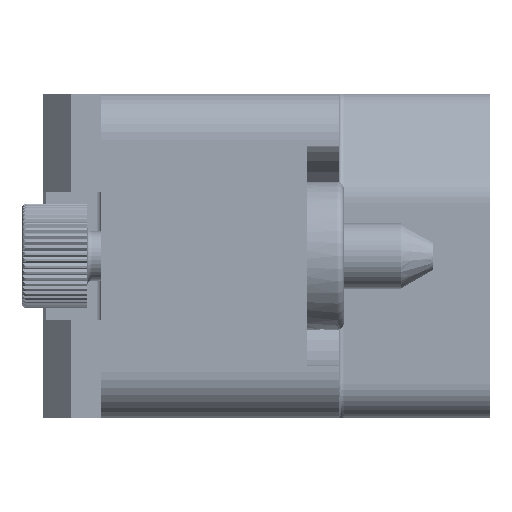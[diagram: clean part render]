
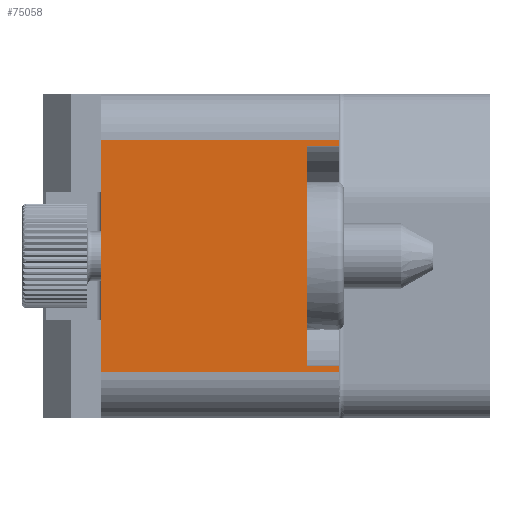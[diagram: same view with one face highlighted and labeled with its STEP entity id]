
A CAD part, left-side view. The second image highlights one B-rep face of the part: STEP entity #75058.
In plain terms, the highlighted planar face has unit normal (-1, 0, 0).
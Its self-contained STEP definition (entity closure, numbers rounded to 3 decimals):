
#5757=DIRECTION('',(0.,0.,-1.));
#5758=VECTOR('',#5757,10.);
#5759=CARTESIAN_POINT('',(-40.,10.25,5.));
#5760=LINE('',#5759,#5758);
#5860=DIRECTION('',(0.,-1.,0.));
#5861=VECTOR('',#5860,10.25);
#5862=CARTESIAN_POINT('',(-40.,10.25,5.));
#5863=LINE('',#5862,#5861);
#6042=DIRECTION('',(0.,1.,0.));
#6043=VECTOR('',#6042,10.25);
#6044=CARTESIAN_POINT('',(-40.,0.,-5.));
#6045=LINE('',#6044,#6043);
#6051=DIRECTION('',(0.,0.,1.));
#6052=VECTOR('',#6051,9.5);
#6053=CARTESIAN_POINT('',(-40.,1.4,-4.75));
#6054=LINE('',#6053,#6052);
#6055=DIRECTION('',(0.,1.,0.));
#6056=VECTOR('',#6055,1.4);
#6057=CARTESIAN_POINT('',(-40.,0.,-4.75));
#6058=LINE('',#6057,#6056);
#6059=DIRECTION('',(0.,0.,-1.));
#6060=VECTOR('',#6059,0.25);
#6061=CARTESIAN_POINT('',(-40.,0.,-4.75));
#6062=LINE('',#6061,#6060);
#6063=DIRECTION('',(0.,0.,-1.));
#6064=VECTOR('',#6063,0.25);
#6065=CARTESIAN_POINT('',(-40.,0.,5.));
#6066=LINE('',#6065,#6064);
#6067=DIRECTION('',(0.,1.,0.));
#6068=VECTOR('',#6067,1.4);
#6069=CARTESIAN_POINT('',(-40.,0.,4.75));
#6070=LINE('',#6069,#6068);
#59340=CARTESIAN_POINT('',(-40.,0.,5.));
#59341=VERTEX_POINT('',#59340);
#59342=CARTESIAN_POINT('',(-40.,10.25,5.));
#59343=VERTEX_POINT('',#59342);
#59348=CARTESIAN_POINT('',(-40.,10.25,-5.));
#59349=VERTEX_POINT('',#59348);
#59350=CARTESIAN_POINT('',(-40.,0.,-5.));
#59351=VERTEX_POINT('',#59350);
#59368=CARTESIAN_POINT('',(-40.,0.,-4.75));
#59370=VERTEX_POINT('',#59368);
#59374=CARTESIAN_POINT('',(-40.,0.,4.75));
#59375=VERTEX_POINT('',#59374);
#59376=CARTESIAN_POINT('',(-40.,1.4,-4.75));
#59377=CARTESIAN_POINT('',(-40.,1.4,4.75));
#59378=VERTEX_POINT('',#59376);
#59379=VERTEX_POINT('',#59377);
#75040=CARTESIAN_POINT('',(-40.,0.,7.));
#75041=DIRECTION('',(-1.,0.,0.));
#75042=DIRECTION('',(0.,1.,0.));
#75043=AXIS2_PLACEMENT_3D('',#75040,#75041,#75042);
#75044=PLANE('',#75043);
#75046=ORIENTED_EDGE('',*,*,#75045,.F.);
#75048=ORIENTED_EDGE('',*,*,#75047,.F.);
#75049=ORIENTED_EDGE('',*,*,#74871,.T.);
#75050=ORIENTED_EDGE('',*,*,#75034,.T.);
#75051=ORIENTED_EDGE('',*,*,#74773,.F.);
#75052=ORIENTED_EDGE('',*,*,#74855,.T.);
#75053=ORIENTED_EDGE('',*,*,#74879,.T.);
#75055=ORIENTED_EDGE('',*,*,#75054,.T.);
#75056=EDGE_LOOP('',(#75046,#75048,#75049,#75050,#75051,#75052,#75053,#75055));
#75057=FACE_OUTER_BOUND('',#75056,.F.);
#75058=ADVANCED_FACE('',(#75057),#75044,.T.);
#74773=EDGE_CURVE('',#59343,#59349,#5760,.T.);
#74855=EDGE_CURVE('',#59343,#59341,#5863,.T.);
#74871=EDGE_CURVE('',#59370,#59351,#6062,.T.);
#74879=EDGE_CURVE('',#59341,#59375,#6066,.T.);
#75034=EDGE_CURVE('',#59351,#59349,#6045,.T.);
#75045=EDGE_CURVE('',#59378,#59379,#6054,.T.);
#75047=EDGE_CURVE('',#59370,#59378,#6058,.T.);
#75054=EDGE_CURVE('',#59375,#59379,#6070,.T.);
